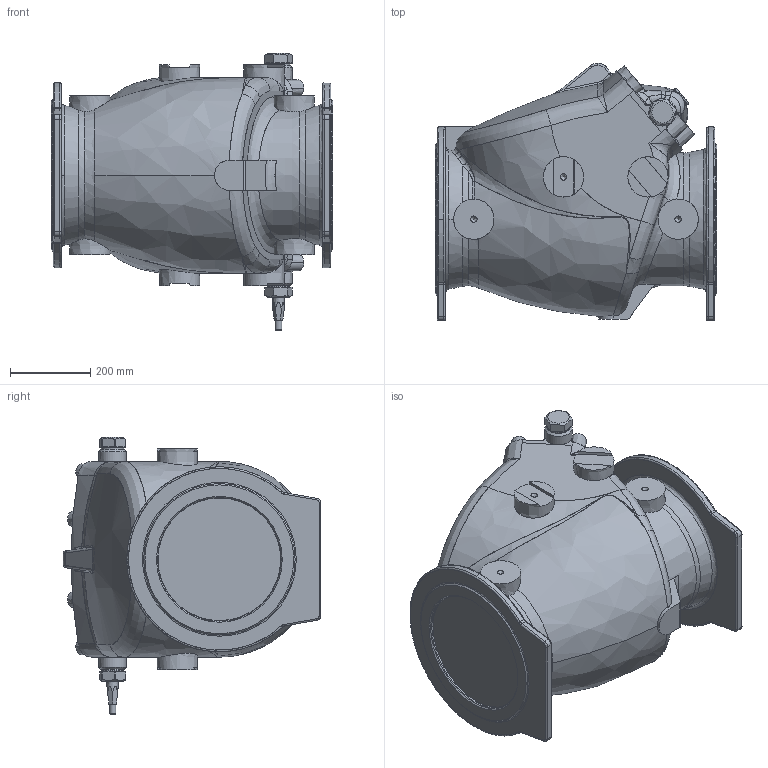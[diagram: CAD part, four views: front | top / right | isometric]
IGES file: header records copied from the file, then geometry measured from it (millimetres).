
Start section: SolidWorks IGES file using analytic representation for surfaces
Global section: file name: O_41_60_DN300.IGS; native system: SolidWorks 2012; preprocessor: SolidWorks 2012; author: rozh; date: 140909.140523; units: millimetre
Bounding box: 699 x 640.08 x 689 mm (x, y, z)
Surface area: 1945073.2 mm2 (no closed solid volume)
Topology: 0 solids, 0 shells, 491 faces, 2711 edges, 2649 vertices
Faces by surface type: bspline 328, revolution 163
